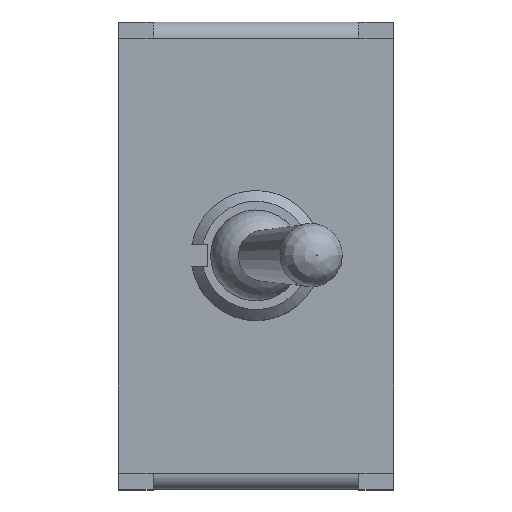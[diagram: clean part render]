
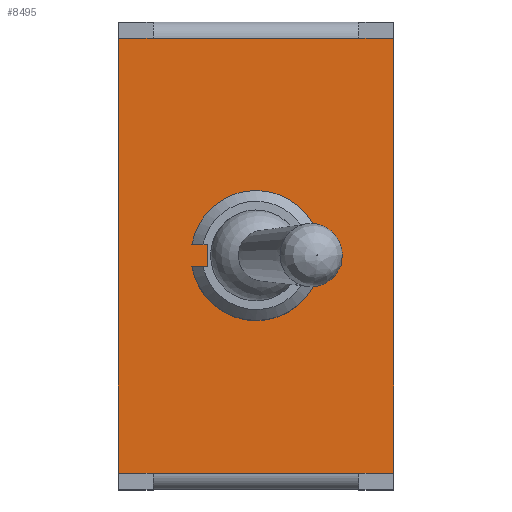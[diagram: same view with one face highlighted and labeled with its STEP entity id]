
A CAD part, top view. The second image highlights one B-rep face of the part: STEP entity #8495.
In plain terms, the highlighted planar face has unit normal (0, 0, 1).
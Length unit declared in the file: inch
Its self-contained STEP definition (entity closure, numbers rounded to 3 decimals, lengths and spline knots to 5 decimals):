
#189=PLANE('',#9330);
#491=FACE_BOUND('',#1446,.T.);
#918=FACE_OUTER_BOUND('',#1445,.T.);
#1445=EDGE_LOOP('',(#7446,#7447,#7448,#7449,#7450,#7451,#7452,#7453));
#1446=EDGE_LOOP('',(#7454,#7455,#7456,#7457));
#2248=LINE('',#14049,#3113);
#2251=LINE('',#14055,#3116);
#2253=LINE('',#14058,#3118);
#2254=LINE('',#14064,#3119);
#2255=LINE('',#14066,#3120);
#2256=LINE('',#14068,#3121);
#2257=LINE('',#14070,#3122);
#2258=LINE('',#14072,#3123);
#2259=LINE('',#14074,#3124);
#2260=LINE('',#14076,#3125);
#2261=LINE('',#14077,#3126);
#3113=VECTOR('',#11491,0.3937);
#3116=VECTOR('',#11496,0.3937);
#3118=VECTOR('',#11500,0.3937);
#3119=VECTOR('',#11507,0.3937);
#3120=VECTOR('',#11508,0.3937);
#3121=VECTOR('',#11509,0.3937);
#3122=VECTOR('',#11510,0.3937);
#3123=VECTOR('',#11511,0.3937);
#3124=VECTOR('',#11512,0.3937);
#3125=VECTOR('',#11513,0.3937);
#3126=VECTOR('',#11514,0.3937);
#3632=CIRCLE('',#9329,0.11811);
#4253=VERTEX_POINT('',#14046);
#4254=VERTEX_POINT('',#14048);
#4255=VERTEX_POINT('',#14052);
#4256=VERTEX_POINT('',#14054);
#4257=VERTEX_POINT('',#14062);
#4258=VERTEX_POINT('',#14063);
#4259=VERTEX_POINT('',#14065);
#4260=VERTEX_POINT('',#14067);
#4261=VERTEX_POINT('',#14069);
#4262=VERTEX_POINT('',#14071);
#4263=VERTEX_POINT('',#14073);
#4264=VERTEX_POINT('',#14075);
#5369=EDGE_CURVE('',#4254,#4253,#2248,.T.);
#5372=EDGE_CURVE('',#4256,#4255,#2251,.T.);
#5374=EDGE_CURVE('',#4255,#4254,#2253,.T.);
#5375=EDGE_CURVE('',#4253,#4256,#3632,.T.);
#5376=EDGE_CURVE('',#4257,#4258,#2254,.T.);
#5377=EDGE_CURVE('',#4257,#4259,#2255,.T.);
#5378=EDGE_CURVE('',#4259,#4260,#2256,.T.);
#5379=EDGE_CURVE('',#4261,#4260,#2257,.T.);
#5380=EDGE_CURVE('',#4261,#4262,#2258,.T.);
#5381=EDGE_CURVE('',#4262,#4263,#2259,.T.);
#5382=EDGE_CURVE('',#4263,#4264,#2260,.T.);
#5383=EDGE_CURVE('',#4258,#4264,#2261,.T.);
#7446=ORIENTED_EDGE('',*,*,#5376,.F.);
#7447=ORIENTED_EDGE('',*,*,#5377,.T.);
#7448=ORIENTED_EDGE('',*,*,#5378,.T.);
#7449=ORIENTED_EDGE('',*,*,#5379,.F.);
#7450=ORIENTED_EDGE('',*,*,#5380,.T.);
#7451=ORIENTED_EDGE('',*,*,#5381,.T.);
#7452=ORIENTED_EDGE('',*,*,#5382,.T.);
#7453=ORIENTED_EDGE('',*,*,#5383,.F.);
#7454=ORIENTED_EDGE('',*,*,#5372,.T.);
#7455=ORIENTED_EDGE('',*,*,#5374,.T.);
#7456=ORIENTED_EDGE('',*,*,#5369,.T.);
#7457=ORIENTED_EDGE('',*,*,#5375,.T.);
#8495=ADVANCED_FACE('',(#918,#491),#189,.T.);
#9329=AXIS2_PLACEMENT_3D('',#14060,#11503,#11504);
#9330=AXIS2_PLACEMENT_3D('',#14061,#11505,#11506);
#11491=DIRECTION('',(-1.,0.,0.));
#11496=DIRECTION('',(1.,0.,0.));
#11500=DIRECTION('',(0.,1.,0.));
#11503=DIRECTION('center_axis',(0.,0.,-1.));
#11504=DIRECTION('ref_axis',(-0.985,-0.17,0.));
#11505=DIRECTION('center_axis',(0.,0.,1.));
#11506=DIRECTION('ref_axis',(-1.,0.,0.));
#11507=DIRECTION('',(1.,0.,0.));
#11508=DIRECTION('',(-1.,0.,0.));
#11509=DIRECTION('',(0.,-1.,0.));
#11510=DIRECTION('',(-1.,0.,0.));
#11511=DIRECTION('',(1.,0.,0.));
#11512=DIRECTION('',(1.,0.,0.));
#11513=DIRECTION('',(0.,1.,0.));
#11514=DIRECTION('',(1.,0.,0.));
#14046=CARTESIAN_POINT('',(-0.11639,0.02008,0.41496));
#14048=CARTESIAN_POINT('',(-0.08844,0.02008,0.41496));
#14049=CARTESIAN_POINT('',(-0.04422,0.02008,0.41496));
#14052=CARTESIAN_POINT('',(-0.08844,-0.02008,0.41496));
#14054=CARTESIAN_POINT('',(-0.11639,-0.02008,0.41496));
#14055=CARTESIAN_POINT('',(-0.0582,-0.02008,0.41496));
#14058=CARTESIAN_POINT('',(-0.08844,-0.20758,0.41496));
#14060=CARTESIAN_POINT('Origin',(0.,0.,
0.41496));
#14061=CARTESIAN_POINT('Origin',(0.,-0.39508,0.41496));
#14062=CARTESIAN_POINT('',(-0.18701,0.39508,0.41496));
#14063=CARTESIAN_POINT('',(0.18701,0.39508,0.41496));
#14064=CARTESIAN_POINT('',(0.,0.39508,0.41496));
#14065=CARTESIAN_POINT('',(-0.25,0.39508,0.41496));
#14066=CARTESIAN_POINT('',(-0.18701,0.39508,0.41496));
#14067=CARTESIAN_POINT('',(-0.25,-0.39508,0.41496));
#14068=CARTESIAN_POINT('',(-0.25,-0.39508,0.41496));
#14069=CARTESIAN_POINT('',(-0.18701,-0.39508,0.41496));
#14070=CARTESIAN_POINT('',(-0.18701,-0.39508,0.41496));
#14071=CARTESIAN_POINT('',(0.18701,-0.39508,0.41496));
#14072=CARTESIAN_POINT('',(0.,-0.39508,0.41496));
#14073=CARTESIAN_POINT('',(0.25,-0.39508,0.41496));
#14074=CARTESIAN_POINT('',(0.18701,-0.39508,0.41496));
#14075=CARTESIAN_POINT('',(0.25,0.39508,0.41496));
#14076=CARTESIAN_POINT('',(0.25,0.39508,0.41496));
#14077=CARTESIAN_POINT('',(0.18701,0.39508,0.41496));
